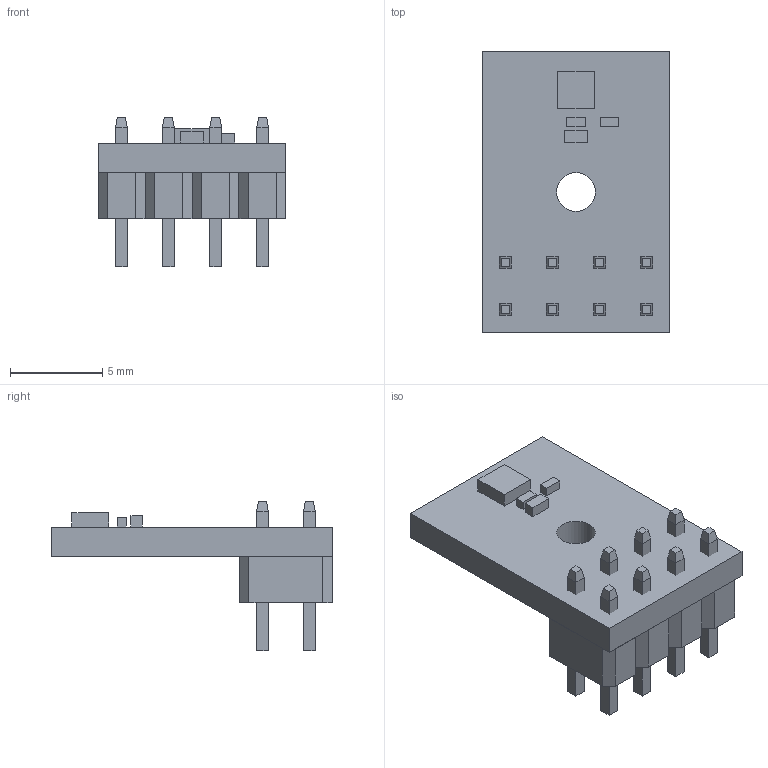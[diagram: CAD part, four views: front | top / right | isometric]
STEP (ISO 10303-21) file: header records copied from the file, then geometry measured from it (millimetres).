
FILE_DESCRIPTION(/* description */ (''),/* implementation_level */ '2;1');
FILE_NAME(/* name */ 'LPS22HB_Module.step',/* time_stamp */ '2018-08-04T03:13:00+09:00',/* author */ ('lllll.cielnoir.lllll'),/* organization */ (''),/* preprocessor_version */ 'ST-DEVELOPER v16.13',/* originating_system */ 'Autodesk Translation Framework v6.5.0.72',/* authorisation */ '');
FILE_SCHEMA (('AUTOMOTIVE_DESIGN { 1 0 10303 214 3 1 1 }'));
Length unit declared in the file: millimetre
Products named in the file (1): LPS22HB_Module
Bounding box: 10.16 x 15.24 x 8.1 mm (x, y, z)
Volume: 386 mm3; surface area: 693.8 mm2
Topology: 2 solids, 2 shells, 167 faces, 397 edges, 254 vertices
Faces by surface type: plane 166, cylinder 1
Full cylindrical faces by diameter (mm): 2.1 x1
Entity records: 4899 total; most frequent: CARTESIAN_POINT 819, ORIENTED_EDGE 794, DIRECTION 735, EDGE_CURVE 397, LINE 395, VECTOR 395, VERTEX_POINT 254, EDGE_LOOP 189
